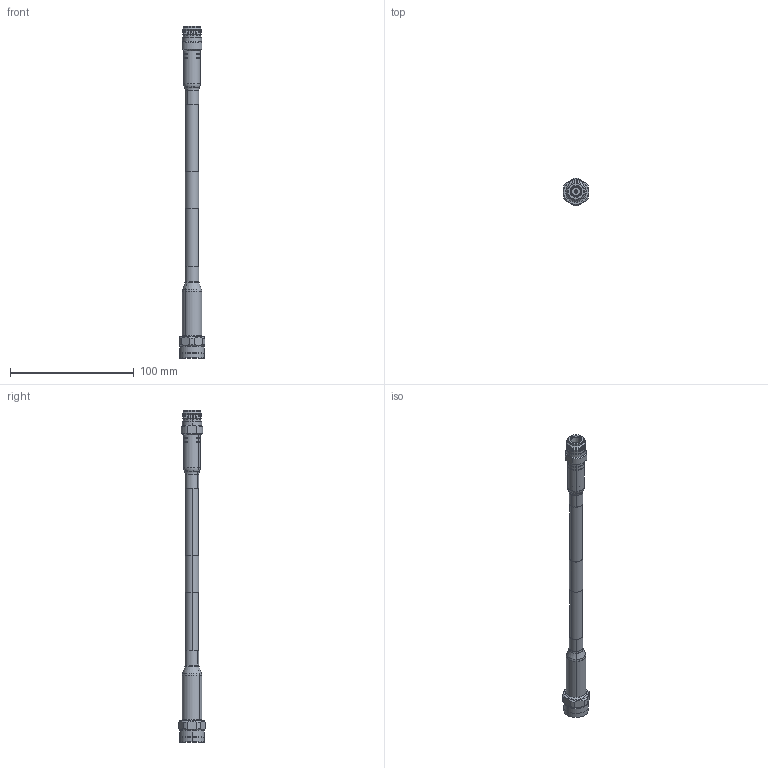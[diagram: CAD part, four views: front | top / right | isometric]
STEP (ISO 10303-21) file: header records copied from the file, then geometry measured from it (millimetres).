
FILE_DESCRIPTION (( 'STEP AP214' ), '1' );
FILE_NAME ('FMC0106400LF_3D.STEP', '2022-03-09T20:16:46', ( '' ), ( '' ), 'SwSTEP 2.0', 'SolidWorks 2021', '' );
FILE_SCHEMA (( 'AUTOMOTIVE_DESIGN' ));
Length unit declared in the file: inch
Products named in the file (10): TC-400-NF-X_body; LMR-400_WITH LABEL; EZ-400-NMH-X; CA-400-MA1_2_1.5"; FMC0106400LF_3D; CA-400-MA1_3_1.5"; EZ-400-NMH-X_body; EZ-400-NMH-X_ferrule; TC-400-NF-X_ferrule; TC-400-NF-X
Assembly tree (9 placements, depth 3):
  FMC0106400LF_3D
    LMR-400_WITH LABEL
    TC-400-NF-X
      TC-400-NF-X_body
      TC-400-NF-X_ferrule
    EZ-400-NMH-X
      EZ-400-NMH-X_body
      EZ-400-NMH-X_ferrule
    CA-400-MA1_2_1.5"
    CA-400-MA1_3_1.5"
Bounding box: 20.57 x 22.04 x 268.14 mm (x, y, z)
Volume: 28241.6 mm3; surface area: 24474.9 mm2
Topology: 7 solids, 7 shells, 275 faces, 568 edges, 322 vertices
Faces by surface type: cone 114, cylinder 102, plane 39, torus 20
Entity records: 7744 total; most frequent: DIRECTION 1434, CARTESIAN_POINT 1291, ORIENTED_EDGE 1128, AXIS2_PLACEMENT_3D 605, EDGE_CURVE 564, VERTEX_POINT 322, CIRCLE 316, EDGE_LOOP 302
